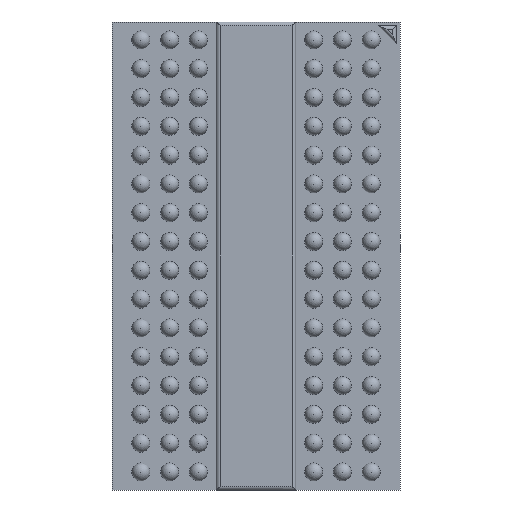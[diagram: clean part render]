
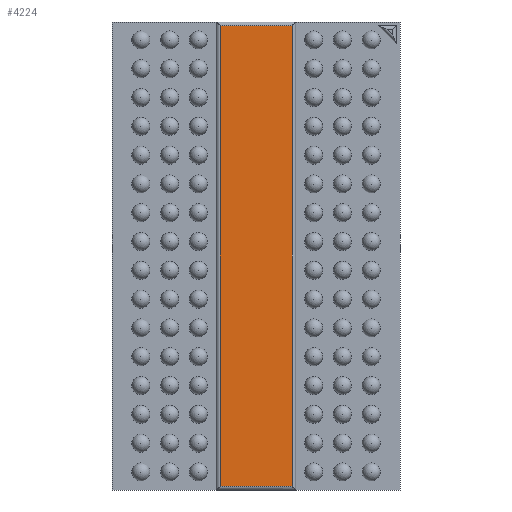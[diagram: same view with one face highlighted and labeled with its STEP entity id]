
A CAD part, front view. The second image highlights one B-rep face of the part: STEP entity #4224.
In plain terms, the highlighted planar face has unit normal (0, -1, 0).
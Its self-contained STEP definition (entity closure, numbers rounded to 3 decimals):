
#100 = CARTESIAN_POINT ( 'NONE',  ( 1., 0.1, 0. ) ) ;
#1109 = CARTESIAN_POINT ( 'NONE',  ( 0., 0.1, -6.4 ) ) ;
#1298 = VECTOR ( 'NONE', #7034, 1000. ) ;
#1635 = ORIENTED_EDGE ( 'NONE', *, *, #4365, .T. ) ;
#1705 = LINE ( 'NONE', #8625, #9384 ) ;
#2390 = EDGE_CURVE ( 'NONE', #5433, #3003, #3074, .T. ) ;
#2692 = VERTEX_POINT ( 'NONE', #2939 ) ;
#2939 = CARTESIAN_POINT ( 'NONE',  ( 1., 0.1, 6.4 ) ) ;
#2980 = EDGE_LOOP ( 'NONE', ( #7882, #5410, #6352, #1635 ) ) ;
#3003 = VERTEX_POINT ( 'NONE', #3441 ) ;
#3074 = LINE ( 'NONE', #5561, #6463 ) ;
#3177 = DIRECTION ( 'NONE',  ( 0., 1., 0. ) ) ;
#3441 = CARTESIAN_POINT ( 'NONE',  ( -1., 0.1, -6.4 ) ) ;
#4224 = ADVANCED_FACE ( 'NONE', ( #8506 ), #4459, .F. ) ;
#4365 = EDGE_CURVE ( 'NONE', #3003, #6838, #5947, .T. ) ;
#4459 = PLANE ( 'NONE',  #6840 ) ;
#4528 = DIRECTION ( 'NONE',  ( 0., 0., 1. ) ) ;
#4787 = CARTESIAN_POINT ( 'NONE',  ( 1., 0.1, -6.4 ) ) ;
#5410 = ORIENTED_EDGE ( 'NONE', *, *, #9257, .T. ) ;
#5433 = VERTEX_POINT ( 'NONE', #6815 ) ;
#5561 = CARTESIAN_POINT ( 'NONE',  ( -1., 0.1, 0. ) ) ;
#5678 = DIRECTION ( 'NONE',  ( -1., 0., 0. ) ) ;
#5947 = LINE ( 'NONE', #1109, #1298 ) ;
#6298 = DIRECTION ( 'NONE',  ( 0., 0., -1. ) ) ;
#6352 = ORIENTED_EDGE ( 'NONE', *, *, #2390, .T. ) ;
#6378 = LINE ( 'NONE', #100, #8345 ) ;
#6445 = EDGE_CURVE ( 'NONE', #6838, #2692, #6378, .T. ) ;
#6463 = VECTOR ( 'NONE', #6298, 1000. ) ;
#6815 = CARTESIAN_POINT ( 'NONE',  ( -1., 0.1, 6.4 ) ) ;
#6838 = VERTEX_POINT ( 'NONE', #4787 ) ;
#6840 = AXIS2_PLACEMENT_3D ( 'NONE', #7635, #3177, #8361 ) ;
#7034 = DIRECTION ( 'NONE',  ( 1., 0., 0. ) ) ;
#7635 = CARTESIAN_POINT ( 'NONE',  ( 0., 0.1, 0. ) ) ;
#7882 = ORIENTED_EDGE ( 'NONE', *, *, #6445, .T. ) ;
#8345 = VECTOR ( 'NONE', #4528, 1000. ) ;
#8361 = DIRECTION ( 'NONE',  ( 0., 0., 1. ) ) ;
#8506 = FACE_OUTER_BOUND ( 'NONE', #2980, .T. ) ;
#8625 = CARTESIAN_POINT ( 'NONE',  ( 0., 0.1, 6.4 ) ) ;
#9257 = EDGE_CURVE ( 'NONE', #2692, #5433, #1705, .T. ) ;
#9384 = VECTOR ( 'NONE', #5678, 1000. ) ;
